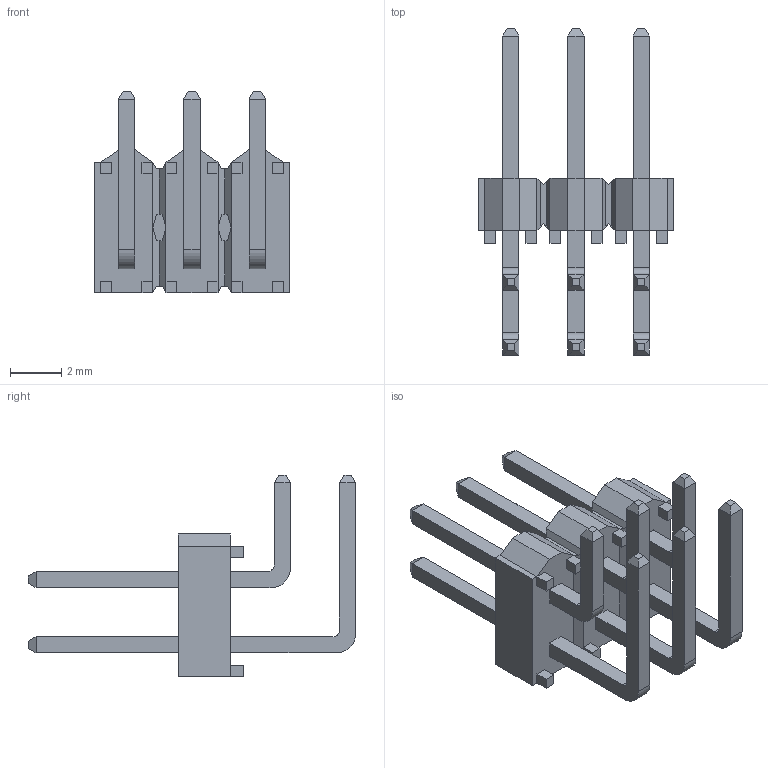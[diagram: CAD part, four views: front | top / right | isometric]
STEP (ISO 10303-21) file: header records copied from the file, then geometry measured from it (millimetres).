
FILE_DESCRIPTION(/* description */ ('STEP AP214'),/* implementation_level */ '2;1');
FILE_NAME(/* name */ 'TSW-103-08-G-D-RA',/* time_stamp */ '2022-11-29T19:44:59+01:00',/* author */ ('License CC BY-ND 4.0'),/* organization */ ('CADENAS'),/* preprocessor_version */ 'ST-DEVELOPER v18.102',/* originating_system */ 'PARTsolutions',/* authorisation */ ' ');
FILE_SCHEMA (('AUTOMOTIVE_DESIGN {1 0 10303 214 3 1 1}'));
Length unit declared in the file: inch
Products named in the file (3): TSW-103-08-G-D-RA; T-1S6-08-TSW-1-08-3-RA-D; TSW-103-08-G-D-RA_body
Assembly tree (2 placements, depth 2):
  TSW-103-08-G-D-RA
    T-1S6-08-TSW-1-08-3-RA-D
    TSW-103-08-G-D-RA_body
Bounding box: 7.62 x 12.76 x 7.85 mm (x, y, z)
Volume: 116.7 mm3; surface area: 468.5 mm2
Topology: 2 solids, 2 shells, 276 faces, 720 edges, 456 vertices
Faces by surface type: plane 264, cylinder 12
Entity records: 8322 total; most frequent: CARTESIAN_POINT 1455, ORIENTED_EDGE 1440, DIRECTION 1302, EDGE_CURVE 720, LINE 696, VECTOR 696, VERTEX_POINT 456, AXIS2_PLACEMENT_3D 303
